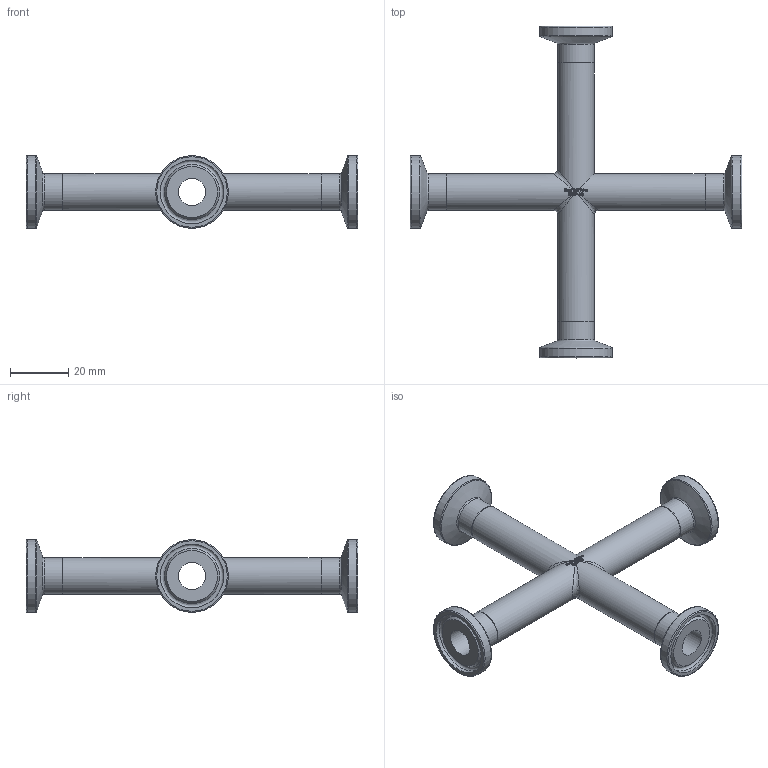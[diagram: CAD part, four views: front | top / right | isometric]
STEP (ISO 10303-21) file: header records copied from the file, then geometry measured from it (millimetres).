
FILE_DESCRIPTION(/* description */ (''),/* implementation_level */ '2;1');
FILE_NAME(/* name */ 'S9MP-.50.stp',/* time_stamp */ '2018-11-30T11:58:07-05:00',/* author */ ('rick'),/* organization */ (''),/* preprocessor_version */ 'ST-DEVELOPER v15.2',/* originating_system */ 'Autodesk Inventor 2014',/* authorisation */ '');
FILE_SCHEMA (('AUTOMOTIVE_DESIGN { 1 0 10303 214 3 1 1 }'));
Length unit declared in the file: inch
Products named in the file (1): S9MP-.50
Bounding box: 114.3 x 114.3 x 24.99 mm (x, y, z)
Surface area: 18831.4 mm2 (no closed solid volume)
Topology: 0 solids, 1 shells, 441 faces, 1188 edges, 771 vertices
Faces by surface type: bspline 206, plane 138, cylinder 65, torus 24, cone 8
Full cylindrical faces by diameter (mm): 9.398 x8, 12.7 x8, 21.895 x4, 24.994 x4
Entity records: 17433 total; most frequent: CARTESIAN_POINT 7895, ORIENTED_EDGE 2222, DIRECTION 1364, EDGE_CURVE 1111, VERTEX_POINT 760, EDGE_LOOP 535, AXIS2_PLACEMENT_3D 476, B_SPLINE_CURVE_WITH_KNOTS 459
